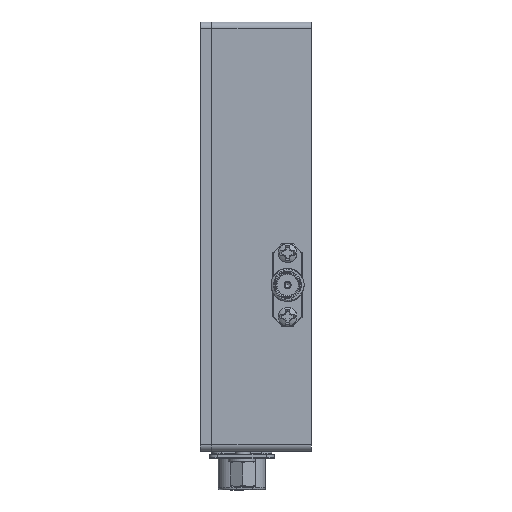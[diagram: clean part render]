
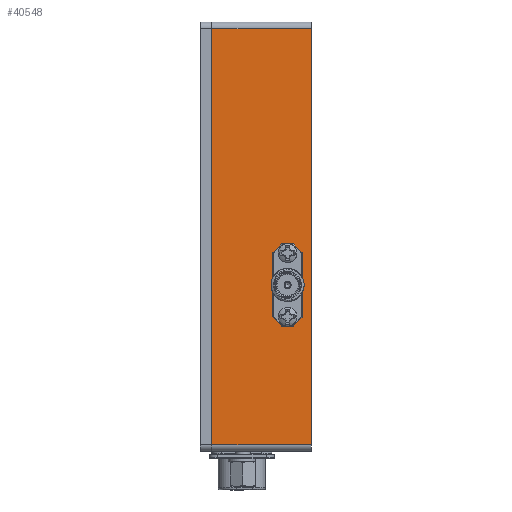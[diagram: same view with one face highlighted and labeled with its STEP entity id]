
A CAD part, left-side view. The second image highlights one B-rep face of the part: STEP entity #40548.
In plain terms, the highlighted planar face has unit normal (-1, 0, 0).
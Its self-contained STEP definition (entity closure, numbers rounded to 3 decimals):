
#3548 = LINE ( 'NONE', #55077, #45237 ) ;
#3965 = CARTESIAN_POINT ( 'NONE',  ( 0., 19.126, 1.27 ) ) ;
#5345 = CARTESIAN_POINT ( 'NONE',  ( 0., 4.572, 33.287 ) ) ;
#5570 = VERTEX_POINT ( 'NONE', #74762 ) ;
#6484 = AXIS2_PLACEMENT_3D ( 'NONE', #112514, #32781, #75681 ) ;
#7146 = ORIENTED_EDGE ( 'NONE', *, *, #108300, .F. ) ;
#7423 = DIRECTION ( 'NONE',  ( -1., 0., 0. ) ) ;
#9205 = DIRECTION ( 'NONE',  ( 0., -1., 0. ) ) ;
#9446 = CARTESIAN_POINT ( 'NONE',  ( 0., 4.572, 39.218 ) ) ;
#12626 = FACE_BOUND ( 'NONE', #70357, .T. ) ;
#13837 = CIRCLE ( 'NONE', #6484, 1.283 ) ;
#15587 = AXIS2_PLACEMENT_3D ( 'NONE', #68270, #7423, #84359 ) ;
#21570 = VERTEX_POINT ( 'NONE', #5345 ) ;
#23586 = DIRECTION ( 'NONE',  ( 1., 0., 0. ) ) ;
#24142 = FACE_BOUND ( 'NONE', #28293, .T. ) ;
#25144 = ORIENTED_EDGE ( 'NONE', *, *, #65323, .F. ) ;
#28293 = EDGE_LOOP ( 'NONE', ( #25144 ) ) ;
#31115 = FACE_BOUND ( 'NONE', #43006, .T. ) ;
#32781 = DIRECTION ( 'NONE',  ( -1., 0., 0. ) ) ;
#32839 = FACE_OUTER_BOUND ( 'NONE', #95391, .T. ) ;
#33522 = VECTOR ( 'NONE', #9205, 1000. ) ;
#33564 = DIRECTION ( 'NONE',  ( -1., 0., 0. ) ) ;
#40548 = ADVANCED_FACE ( 'NONE', ( #31115, #12626, #24142, #32839 ), #40971, .F. ) ;
#40715 = AXIS2_PLACEMENT_3D ( 'NONE', #87867, #33564, #77021 ) ;
#40971 = PLANE ( 'NONE',  #87519 ) ;
#41082 = EDGE_CURVE ( 'NONE', #95152, #104594, #3548, .T. ) ;
#43006 = EDGE_LOOP ( 'NONE', ( #7146 ) ) ;
#43498 = CARTESIAN_POINT ( 'NONE',  ( 0., 19.126, 81.28 ) ) ;
#44353 = VERTEX_POINT ( 'NONE', #104415 ) ;
#44480 = ORIENTED_EDGE ( 'NONE', *, *, #41082, .F. ) ;
#45237 = VECTOR ( 'NONE', #81618, 1000. ) ;
#47850 = EDGE_CURVE ( 'NONE', #51614, #5570, #101762, .T. ) ;
#48177 = CIRCLE ( 'NONE', #40715, 1.092 ) ;
#48902 = EDGE_CURVE ( 'NONE', #104594, #5570, #71221, .T. ) ;
#51614 = VERTEX_POINT ( 'NONE', #58869 ) ;
#54137 = CARTESIAN_POINT ( 'NONE',  ( 0., 19.126, 1.27 ) ) ;
#55077 = CARTESIAN_POINT ( 'NONE',  ( 0., 19.126, 1.27 ) ) ;
#58869 = CARTESIAN_POINT ( 'NONE',  ( 0., 0., 1.27 ) ) ;
#61051 = ORIENTED_EDGE ( 'NONE', *, *, #48902, .F. ) ;
#62280 = LINE ( 'NONE', #54137, #102706 ) ;
#62854 = VECTOR ( 'NONE', #104556, 1000. ) ;
#65323 = EDGE_CURVE ( 'NONE', #96769, #96769, #48177, .T. ) ;
#68270 = CARTESIAN_POINT ( 'NONE',  ( 0., 4.572, 25.883 ) ) ;
#70357 = EDGE_LOOP ( 'NONE', ( #75505 ) ) ;
#71221 = LINE ( 'NONE', #88418, #33522 ) ;
#71684 = ORIENTED_EDGE ( 'NONE', *, *, #86016, .T. ) ;
#74762 = CARTESIAN_POINT ( 'NONE',  ( 0., 0., 81.28 ) ) ;
#75505 = ORIENTED_EDGE ( 'NONE', *, *, #86872, .F. ) ;
#75681 = DIRECTION ( 'NONE',  ( 0., 0., 1. ) ) ;
#76446 = CARTESIAN_POINT ( 'NONE',  ( 0., 0., 1.27 ) ) ;
#77021 = DIRECTION ( 'NONE',  ( 0., 0., 1. ) ) ;
#80247 = CIRCLE ( 'NONE', #15587, 1.092 ) ;
#81618 = DIRECTION ( 'NONE',  ( 0., 0., 1. ) ) ;
#82826 = ORIENTED_EDGE ( 'NONE', *, *, #47850, .T. ) ;
#84359 = DIRECTION ( 'NONE',  ( 0., 0., 1. ) ) ;
#86016 = EDGE_CURVE ( 'NONE', #95152, #51614, #62280, .T. ) ;
#86872 = EDGE_CURVE ( 'NONE', #44353, #44353, #80247, .T. ) ;
#87519 = AXIS2_PLACEMENT_3D ( 'NONE', #3965, #23586, #102208 ) ;
#87867 = CARTESIAN_POINT ( 'NONE',  ( 0., 4.572, 38.125 ) ) ;
#88418 = CARTESIAN_POINT ( 'NONE',  ( 0., 19.126, 81.28 ) ) ;
#88753 = DIRECTION ( 'NONE',  ( 0., -1., 0. ) ) ;
#95152 = VERTEX_POINT ( 'NONE', #104812 ) ;
#95391 = EDGE_LOOP ( 'NONE', ( #82826, #61051, #44480, #71684 ) ) ;
#96769 = VERTEX_POINT ( 'NONE', #9446 ) ;
#101762 = LINE ( 'NONE', #76446, #62854 ) ;
#102208 = DIRECTION ( 'NONE',  ( 0., 0., -1. ) ) ;
#102706 = VECTOR ( 'NONE', #88753, 1000. ) ;
#104415 = CARTESIAN_POINT ( 'NONE',  ( 0., 4.572, 26.975 ) ) ;
#104556 = DIRECTION ( 'NONE',  ( 0., 0., 1. ) ) ;
#104594 = VERTEX_POINT ( 'NONE', #43498 ) ;
#104812 = CARTESIAN_POINT ( 'NONE',  ( 0., 19.126, 1.27 ) ) ;
#108300 = EDGE_CURVE ( 'NONE', #21570, #21570, #13837, .T. ) ;
#112514 = CARTESIAN_POINT ( 'NONE',  ( 0., 4.572, 32.004 ) ) ;
